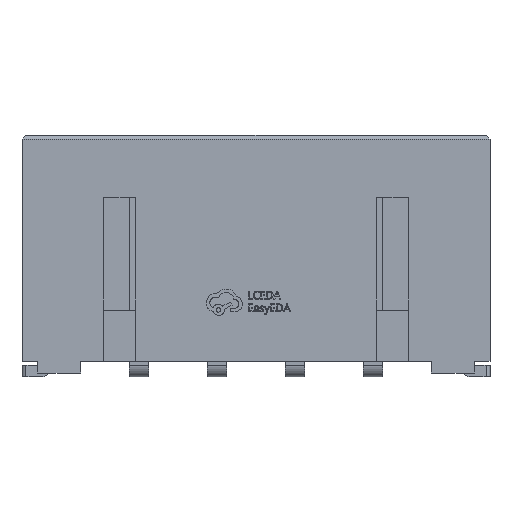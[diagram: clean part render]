
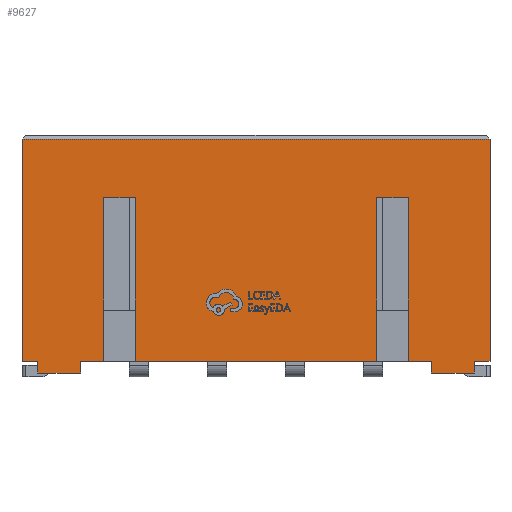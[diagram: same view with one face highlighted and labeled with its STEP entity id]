
A CAD part, front view. The second image highlights one B-rep face of the part: STEP entity #9627.
In plain terms, the highlighted planar face has unit normal (0, -1, 0).
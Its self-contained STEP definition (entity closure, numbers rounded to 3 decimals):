
#457=FACE_OUTER_BOUND('',#978,.T.);
#978=EDGE_LOOP('',(#6227,#6228,#6229,#6230,#6231,#6232,#6233,#6234,#6235,
#6236,#6237,#6238,#6239,#6240,#6241,#6242,#6243,#6244,#6245,#6246));
#1562=LINE('',#12993,#2677);
#1566=LINE('',#13001,#2681);
#1570=LINE('',#13008,#2685);
#1646=LINE('',#13331,#2761);
#1654=LINE('',#13348,#2769);
#1655=LINE('',#13350,#2770);
#1656=LINE('',#13352,#2771);
#1657=LINE('',#13354,#2772);
#1658=LINE('',#13356,#2773);
#1659=LINE('',#13358,#2774);
#1660=LINE('',#13359,#2775);
#1661=LINE('',#13361,#2776);
#1662=LINE('',#13363,#2777);
#1663=LINE('',#13364,#2778);
#1664=LINE('',#13366,#2779);
#1665=LINE('',#13368,#2780);
#1666=LINE('',#13369,#2781);
#1667=LINE('',#13370,#2782);
#1668=LINE('',#13372,#2783);
#1669=LINE('',#13373,#2784);
#2677=VECTOR('',#10824,1.);
#2681=VECTOR('',#10828,1.);
#2685=VECTOR('',#10832,1.);
#2761=VECTOR('',#10916,1.);
#2769=VECTOR('',#10926,1.);
#2770=VECTOR('',#10927,1.);
#2771=VECTOR('',#10928,1.);
#2772=VECTOR('',#10929,1.);
#2773=VECTOR('',#10930,1.);
#2774=VECTOR('',#10931,1.);
#2775=VECTOR('',#10932,1.);
#2776=VECTOR('',#10933,1.);
#2777=VECTOR('',#10934,1.);
#2778=VECTOR('',#10935,1.);
#2779=VECTOR('',#10936,1.);
#2780=VECTOR('',#10937,1.);
#2781=VECTOR('',#10938,1.);
#2782=VECTOR('',#10939,1.);
#2783=VECTOR('',#10940,1.);
#2784=VECTOR('',#10941,1.);
#3759=VERTEX_POINT('',#12953);
#3778=VERTEX_POINT('',#12990);
#3779=VERTEX_POINT('',#12992);
#3782=VERTEX_POINT('',#12998);
#3783=VERTEX_POINT('',#13000);
#3786=VERTEX_POINT('',#13006);
#3870=VERTEX_POINT('',#13329);
#3871=VERTEX_POINT('',#13330);
#3878=VERTEX_POINT('',#13346);
#3879=VERTEX_POINT('',#13347);
#3880=VERTEX_POINT('',#13349);
#3881=VERTEX_POINT('',#13351);
#3882=VERTEX_POINT('',#13353);
#3883=VERTEX_POINT('',#13355);
#3884=VERTEX_POINT('',#13357);
#3885=VERTEX_POINT('',#13360);
#3886=VERTEX_POINT('',#13362);
#3887=VERTEX_POINT('',#13365);
#3888=VERTEX_POINT('',#13367);
#3889=VERTEX_POINT('',#13371);
#4686=EDGE_CURVE('',#3779,#3778,#1562,.T.);
#4690=EDGE_CURVE('',#3783,#3782,#1566,.T.);
#4694=EDGE_CURVE('',#3759,#3786,#1570,.T.);
#4780=EDGE_CURVE('',#3870,#3871,#1646,.T.);
#4788=EDGE_CURVE('',#3878,#3879,#1654,.T.);
#4789=EDGE_CURVE('',#3878,#3880,#1655,.T.);
#4790=EDGE_CURVE('',#3880,#3881,#1656,.T.);
#4791=EDGE_CURVE('',#3882,#3881,#1657,.T.);
#4792=EDGE_CURVE('',#3883,#3882,#1658,.T.);
#4793=EDGE_CURVE('',#3883,#3884,#1659,.T.);
#4794=EDGE_CURVE('',#3884,#3759,#1660,.T.);
#4795=EDGE_CURVE('',#3885,#3786,#1661,.T.);
#4796=EDGE_CURVE('',#3886,#3885,#1662,.T.);
#4797=EDGE_CURVE('',#3783,#3886,#1663,.T.);
#4798=EDGE_CURVE('',#3782,#3887,#1664,.T.);
#4799=EDGE_CURVE('',#3887,#3888,#1665,.T.);
#4800=EDGE_CURVE('',#3888,#3779,#1666,.T.);
#4801=EDGE_CURVE('',#3778,#3870,#1667,.T.);
#4802=EDGE_CURVE('',#3889,#3871,#1668,.T.);
#4803=EDGE_CURVE('',#3879,#3889,#1669,.T.);
#6227=ORIENTED_EDGE('',*,*,#4788,.F.);
#6228=ORIENTED_EDGE('',*,*,#4789,.T.);
#6229=ORIENTED_EDGE('',*,*,#4790,.T.);
#6230=ORIENTED_EDGE('',*,*,#4791,.F.);
#6231=ORIENTED_EDGE('',*,*,#4792,.F.);
#6232=ORIENTED_EDGE('',*,*,#4793,.T.);
#6233=ORIENTED_EDGE('',*,*,#4794,.T.);
#6234=ORIENTED_EDGE('',*,*,#4694,.T.);
#6235=ORIENTED_EDGE('',*,*,#4795,.F.);
#6236=ORIENTED_EDGE('',*,*,#4796,.F.);
#6237=ORIENTED_EDGE('',*,*,#4797,.F.);
#6238=ORIENTED_EDGE('',*,*,#4690,.T.);
#6239=ORIENTED_EDGE('',*,*,#4798,.T.);
#6240=ORIENTED_EDGE('',*,*,#4799,.T.);
#6241=ORIENTED_EDGE('',*,*,#4800,.T.);
#6242=ORIENTED_EDGE('',*,*,#4686,.T.);
#6243=ORIENTED_EDGE('',*,*,#4801,.T.);
#6244=ORIENTED_EDGE('',*,*,#4780,.T.);
#6245=ORIENTED_EDGE('',*,*,#4802,.F.);
#6246=ORIENTED_EDGE('',*,*,#4803,.F.);
#8695=PLANE('',#10185);
#9627=ADVANCED_FACE('',(#457),#8695,.F.);
#10185=AXIS2_PLACEMENT_3D('',#13345,#10924,#10925);
#10824=DIRECTION('',(1.,0.,0.));
#10828=DIRECTION('',(1.,0.,0.));
#10832=DIRECTION('',(1.,0.,0.));
#10916=DIRECTION('',(1.,0.,0.));
#10924=DIRECTION('center_axis',(0.,1.,0.));
#10925=DIRECTION('ref_axis',(0.,0.,1.));
#10926=DIRECTION('',(0.,0.,-1.));
#10927=DIRECTION('',(-1.,0.,0.));
#10928=DIRECTION('',(0.,0.,-1.));
#10929=DIRECTION('',(-1.,0.,0.));
#10930=DIRECTION('',(0.,0.,1.));
#10931=DIRECTION('',(1.,0.,0.));
#10932=DIRECTION('',(0.,0.,1.));
#10933=DIRECTION('',(0.,0.,-1.));
#10934=DIRECTION('',(-1.,0.,0.));
#10935=DIRECTION('',(0.,0.,1.));
#10936=DIRECTION('',(0.,0.,1.));
#10937=DIRECTION('',(1.,0.,0.));
#10938=DIRECTION('',(0.,0.,-1.));
#10939=DIRECTION('',(0.,0.,-1.));
#10940=DIRECTION('',(0.,0.,-1.));
#10941=DIRECTION('',(-1.,0.,0.));
#12953=CARTESIAN_POINT('',(-4.5,-4.625,0.4));
#12990=CARTESIAN_POINT('',(4.5,-4.625,0.4));
#12992=CARTESIAN_POINT('',(3.9,-4.625,0.4));
#12993=CARTESIAN_POINT('',(-6.,-4.625,0.4));
#12998=CARTESIAN_POINT('',(3.1,-4.625,0.4));
#13000=CARTESIAN_POINT('',(-3.1,-4.625,0.4));
#13001=CARTESIAN_POINT('',(-6.,-4.625,0.4));
#13006=CARTESIAN_POINT('',(-3.9,-4.625,0.4));
#13008=CARTESIAN_POINT('',(-6.,-4.625,0.4));
#13329=CARTESIAN_POINT('',(4.5,-4.625,0.1));
#13330=CARTESIAN_POINT('',(5.6,-4.625,0.1));
#13331=CARTESIAN_POINT('',(-6.,-4.625,0.1));
#13345=CARTESIAN_POINT('Origin',(-6.,-4.625,6.2));
#13346=CARTESIAN_POINT('',(6.,-4.625,6.1));
#13347=CARTESIAN_POINT('',(6.,-4.625,0.4));
#13348=CARTESIAN_POINT('',(6.,-4.625,6.2));
#13349=CARTESIAN_POINT('',(-6.,-4.625,6.1));
#13350=CARTESIAN_POINT('',(-6.,-4.625,6.1));
#13351=CARTESIAN_POINT('',(-6.,-4.625,0.4));
#13352=CARTESIAN_POINT('',(-6.,-4.625,6.2));
#13353=CARTESIAN_POINT('',(-5.6,-4.625,0.4));
#13354=CARTESIAN_POINT('',(-6.4,-4.625,0.4));
#13355=CARTESIAN_POINT('',(-5.6,-4.625,0.1));
#13356=CARTESIAN_POINT('',(-5.6,-4.625,-0.2));
#13357=CARTESIAN_POINT('',(-4.5,-4.625,0.1));
#13358=CARTESIAN_POINT('',(-6.,-4.625,0.1));
#13359=CARTESIAN_POINT('',(-4.5,-4.625,6.2));
#13360=CARTESIAN_POINT('',(-3.9,-4.625,4.6));
#13361=CARTESIAN_POINT('',(-3.9,-4.625,-4.4));
#13362=CARTESIAN_POINT('',(-3.1,-4.625,4.6));
#13363=CARTESIAN_POINT('',(-3.9,-4.625,4.6));
#13364=CARTESIAN_POINT('',(-3.1,-4.625,-4.4));
#13365=CARTESIAN_POINT('',(3.1,-4.625,4.6));
#13366=CARTESIAN_POINT('',(3.1,-4.625,-4.4));
#13367=CARTESIAN_POINT('',(3.9,-4.625,4.6));
#13368=CARTESIAN_POINT('',(3.9,-4.625,4.6));
#13369=CARTESIAN_POINT('',(3.9,-4.625,-4.4));
#13370=CARTESIAN_POINT('',(4.5,-4.625,6.2));
#13371=CARTESIAN_POINT('',(5.6,-4.625,0.4));
#13372=CARTESIAN_POINT('',(5.6,-4.625,-0.2));
#13373=CARTESIAN_POINT('',(6.4,-4.625,0.4));
